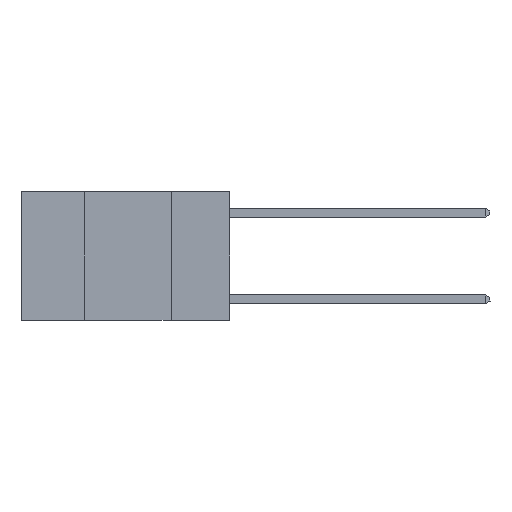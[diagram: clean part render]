
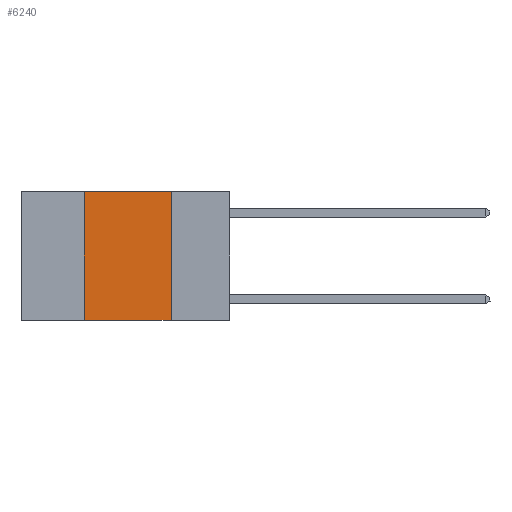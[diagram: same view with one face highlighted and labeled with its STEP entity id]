
A CAD part, left-side view. The second image highlights one B-rep face of the part: STEP entity #6240.
In plain terms, the highlighted planar face has unit normal (-1, 0, 0).
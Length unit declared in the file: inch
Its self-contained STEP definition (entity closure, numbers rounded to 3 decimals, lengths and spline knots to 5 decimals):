
#1094 = VERTEX_POINT ( 'NONE', #16920 ) ;
#1645 = LINE ( 'NONE', #19862, #27270 ) ;
#2093 = VERTEX_POINT ( 'NONE', #3528 ) ;
#2642 = VECTOR ( 'NONE', #25042, 39.37008 ) ;
#2883 = ORIENTED_EDGE ( 'NONE', *, *, #21872, .F. ) ;
#3528 = CARTESIAN_POINT ( 'NONE',  ( 0., 0.42, 0. ) ) ;
#4197 = LINE ( 'NONE', #15508, #2642 ) ;
#5393 = DIRECTION ( 'NONE',  ( 0., -1., 0. ) ) ;
#6003 = LINE ( 'NONE', #27197, #24434 ) ;
#6240 = ADVANCED_FACE ( 'NONE', ( #28641 ), #17036, .F. ) ;
#6496 = EDGE_CURVE ( 'NONE', #27922, #1094, #4197, .T. ) ;
#6921 = CARTESIAN_POINT ( 'NONE',  ( 0., 0.17, 0. ) ) ;
#9829 = DIRECTION ( 'NONE',  ( 0., 0., -1. ) ) ;
#9960 = VECTOR ( 'NONE', #20270, 39.37008 ) ;
#11483 = LINE ( 'NONE', #25037, #9960 ) ;
#14240 = ORIENTED_EDGE ( 'NONE', *, *, #6496, .F. ) ;
#15508 = CARTESIAN_POINT ( 'NONE',  ( 0., 0.17, 0. ) ) ;
#16920 = CARTESIAN_POINT ( 'NONE',  ( 0., 0.17, -0.37 ) ) ;
#17036 = PLANE ( 'NONE',  #24628 ) ;
#17392 = VERTEX_POINT ( 'NONE', #27803 ) ;
#17686 = DIRECTION ( 'NONE',  ( 0., 0., 1. ) ) ;
#19463 = CARTESIAN_POINT ( 'NONE',  ( 0., 0.6, 0. ) ) ;
#19561 = ORIENTED_EDGE ( 'NONE', *, *, #21720, .T. ) ;
#19862 = CARTESIAN_POINT ( 'NONE',  ( 0., 0.6, -0.37 ) ) ;
#20270 = DIRECTION ( 'NONE',  ( 0., -1., 0. ) ) ;
#21720 = EDGE_CURVE ( 'NONE', #17392, #1094, #1645, .T. ) ;
#21872 = EDGE_CURVE ( 'NONE', #2093, #27922, #11483, .T. ) ;
#24233 = DIRECTION ( 'NONE',  ( 1., 0., 0. ) ) ;
#24369 = ORIENTED_EDGE ( 'NONE', *, *, #24809, .F. ) ;
#24434 = VECTOR ( 'NONE', #17686, 39.37008 ) ;
#24628 = AXIS2_PLACEMENT_3D ( 'NONE', #19463, #24233, #9829 ) ;
#24809 = EDGE_CURVE ( 'NONE', #17392, #2093, #6003, .T. ) ;
#25037 = CARTESIAN_POINT ( 'NONE',  ( 0., 0.6, 0. ) ) ;
#25042 = DIRECTION ( 'NONE',  ( 0., 0., -1. ) ) ;
#27197 = CARTESIAN_POINT ( 'NONE',  ( 0., 0.42, 0. ) ) ;
#27270 = VECTOR ( 'NONE', #5393, 39.37008 ) ;
#27803 = CARTESIAN_POINT ( 'NONE',  ( 0., 0.42, -0.37 ) ) ;
#27922 = VERTEX_POINT ( 'NONE', #6921 ) ;
#28641 = FACE_OUTER_BOUND ( 'NONE', #30621, .T. ) ;
#30621 = EDGE_LOOP ( 'NONE', ( #14240, #2883, #24369, #19561 ) ) ;
